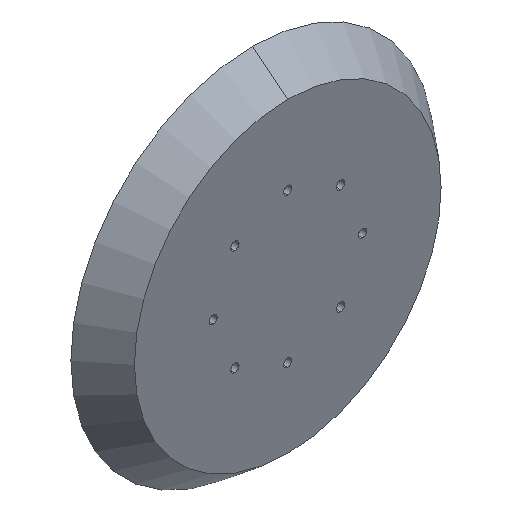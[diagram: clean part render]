
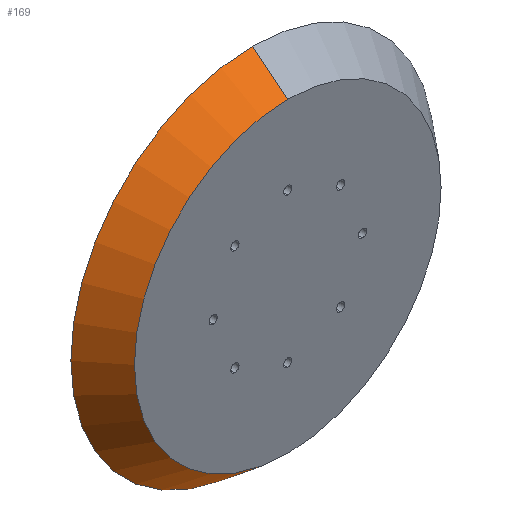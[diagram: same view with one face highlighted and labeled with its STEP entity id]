
A CAD part, isometric view. The second image highlights one B-rep face of the part: STEP entity #169.
In plain terms, the highlighted conical face has half-angle 38.66 degrees and reference radius 56.442 mm.
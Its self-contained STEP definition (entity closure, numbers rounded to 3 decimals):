
#29 = DIRECTION ( 'NONE',  ( 0., -1., 0. ) ) ;
#39 = CARTESIAN_POINT ( 'NONE',  ( 0., -3., 0. ) ) ;
#66 = CIRCLE ( 'NONE', #523, 56.442 ) ;
#68 = CARTESIAN_POINT ( 'NONE',  ( 0., -3., -56.442 ) ) ;
#74 = VECTOR ( 'NONE', #146, 1000. ) ;
#95 = EDGE_CURVE ( 'NONE', #496, #785, #313, .T. ) ;
#108 = CARTESIAN_POINT ( 'NONE',  ( 0., 10., 0. ) ) ;
#130 = AXIS2_PLACEMENT_3D ( 'NONE', #108, #530, #408 ) ;
#146 = DIRECTION ( 'NONE',  ( 0., 0.781, -0.625 ) ) ;
#169 = ADVANCED_FACE ( 'NONE', ( #504 ), #323, .T. ) ;
#182 = ORIENTED_EDGE ( 'NONE', *, *, #242, .T. ) ;
#185 = ORIENTED_EDGE ( 'NONE', *, *, #95, .F. ) ;
#186 = DIRECTION ( 'NONE',  ( 0., 0.781, 0.625 ) ) ;
#205 = CARTESIAN_POINT ( 'NONE',  ( 0., -3., 56.442 ) ) ;
#242 = EDGE_CURVE ( 'NONE', #591, #785, #447, .T. ) ;
#243 = CARTESIAN_POINT ( 'NONE',  ( 0., -3., 56.442 ) ) ;
#259 = EDGE_CURVE ( 'NONE', #559, #496, #66, .T. ) ;
#313 = LINE ( 'NONE', #707, #74 ) ;
#323 = CONICAL_SURFACE ( 'NONE', #690, 56.442, 0.675 ) ;
#357 = DIRECTION ( 'NONE',  ( 0., 0., -1. ) ) ;
#364 = EDGE_CURVE ( 'NONE', #559, #591, #668, .T. ) ;
#408 = DIRECTION ( 'NONE',  ( 0., 0., -1. ) ) ;
#412 = VECTOR ( 'NONE', #186, 1000. ) ;
#444 = CARTESIAN_POINT ( 'NONE',  ( 0., -3., 0. ) ) ;
#447 = CIRCLE ( 'NONE', #130, 66.842 ) ;
#455 = DIRECTION ( 'NONE',  ( 0., 1., 0. ) ) ;
#496 = VERTEX_POINT ( 'NONE', #68 ) ;
#504 = FACE_OUTER_BOUND ( 'NONE', #770, .T. ) ;
#521 = ORIENTED_EDGE ( 'NONE', *, *, #364, .T. ) ;
#523 = AXIS2_PLACEMENT_3D ( 'NONE', #39, #29, #357 ) ;
#530 = DIRECTION ( 'NONE',  ( 0., -1., 0. ) ) ;
#559 = VERTEX_POINT ( 'NONE', #205 ) ;
#591 = VERTEX_POINT ( 'NONE', #626 ) ;
#626 = CARTESIAN_POINT ( 'NONE',  ( 0., 10., 66.842 ) ) ;
#628 = ORIENTED_EDGE ( 'NONE', *, *, #259, .F. ) ;
#668 = LINE ( 'NONE', #243, #412 ) ;
#690 = AXIS2_PLACEMENT_3D ( 'NONE', #444, #455, #748 ) ;
#707 = CARTESIAN_POINT ( 'NONE',  ( 0., -3., -56.442 ) ) ;
#748 = DIRECTION ( 'NONE',  ( 0., 0., 1. ) ) ;
#770 = EDGE_LOOP ( 'NONE', ( #185, #628, #521, #182 ) ) ;
#783 = CARTESIAN_POINT ( 'NONE',  ( 0., 10., -66.842 ) ) ;
#785 = VERTEX_POINT ( 'NONE', #783 ) ;
